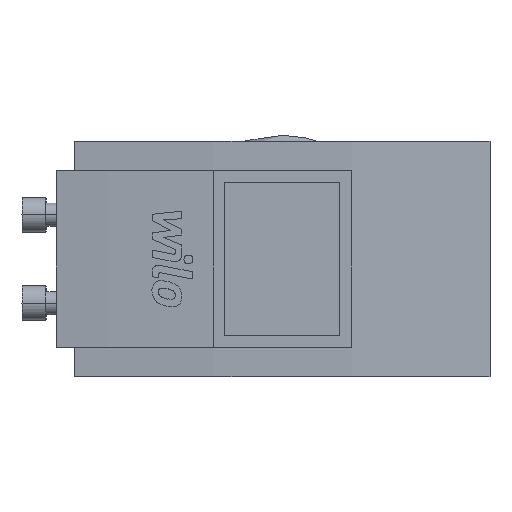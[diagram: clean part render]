
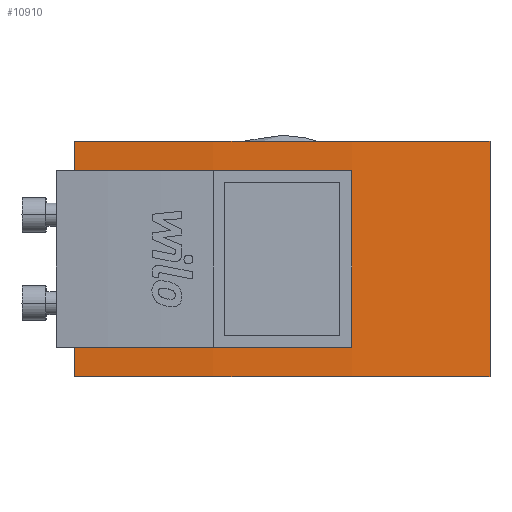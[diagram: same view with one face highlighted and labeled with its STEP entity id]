
A CAD part, front view. The second image highlights one B-rep face of the part: STEP entity #10910.
In plain terms, the highlighted cylindrical face has radius 783.9 mm (diameter 1567.8 mm), a partial arc.
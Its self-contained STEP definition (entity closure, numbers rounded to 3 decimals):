
#10835=CARTESIAN_POINT('',(180.0,-171.816,51.));
#10836=VERTEX_POINT('',#10835);
#10844=CARTESIAN_POINT('',(0.0,-171.816,51.));
#10845=VERTEX_POINT('',#10844);
#10852=CARTESIAN_POINT('',(90.,606.9,51.));
#10853=DIRECTION('',(0.,0.,-1.0));
#10854=DIRECTION('',(-0.115,0.993,0.));
#10855=AXIS2_PLACEMENT_3D('',#10852,#10853,#10854);
#10856=CIRCLE('',#10855,783.9);
#10857=EDGE_CURVE('',#10836,#10845,#10856,.T.);
#10867=CARTESIAN_POINT('',(0.0,-171.816,-51.0));
#10868=VERTEX_POINT('',#10867);
#10875=CARTESIAN_POINT('',(0.0,-171.816,-51.0));
#10876=DIRECTION('',(0.0,0.0,1.0));
#10877=VECTOR('',#10876,102.);
#10878=LINE('',#10875,#10877);
#10879=EDGE_CURVE('',#10868,#10845,#10878,.T.);
#10886=CARTESIAN_POINT('',(90.,606.9,0.));
#10887=DIRECTION('',(0.,0.,-1.0));
#10888=DIRECTION('',(-0.115,0.993,0.));
#10889=AXIS2_PLACEMENT_3D('',#10886,#10887,#10888);
#10890=CYLINDRICAL_SURFACE('',#10889,783.9);
#10891=CARTESIAN_POINT('',(180.0,-171.816,-51.));
#10892=VERTEX_POINT('',#10891);
#10893=CARTESIAN_POINT('',(90.,606.9,-51.));
#10894=DIRECTION('',(0.,0.,1.0));
#10895=DIRECTION('',(-0.115,0.993,0.));
#10896=AXIS2_PLACEMENT_3D('',#10893,#10894,#10895);
#10897=CIRCLE('',#10896,783.9);
#10898=EDGE_CURVE('',#10868,#10892,#10897,.T.);
#10899=ORIENTED_EDGE('',*,*,#10898,.T.);
#10900=CARTESIAN_POINT('',(180.0,-171.816,-51.));
#10901=DIRECTION('',(0.0,0.0,1.0));
#10902=VECTOR('',#10901,102.);
#10903=LINE('',#10900,#10902);
#10904=EDGE_CURVE('',#10892,#10836,#10903,.T.);
#10905=ORIENTED_EDGE('',*,*,#10904,.T.);
#10906=ORIENTED_EDGE('',*,*,#10857,.T.);
#10907=ORIENTED_EDGE('',*,*,#10879,.F.);
#10908=EDGE_LOOP('',(#10899,#10905,#10906,#10907));
#10909=FACE_OUTER_BOUND('',#10908,.T.);
#10910=ADVANCED_FACE('',(#10909),#10890,.T.);
